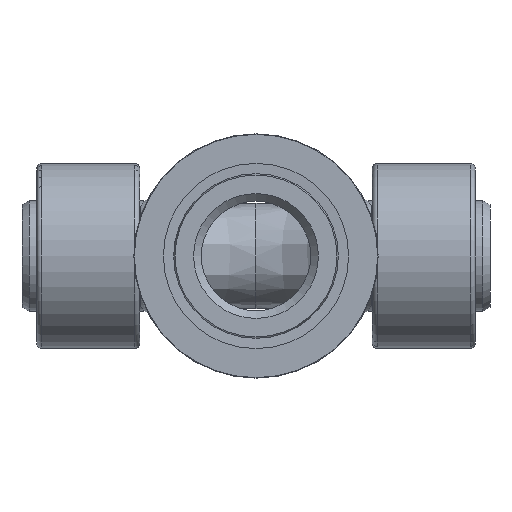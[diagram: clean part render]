
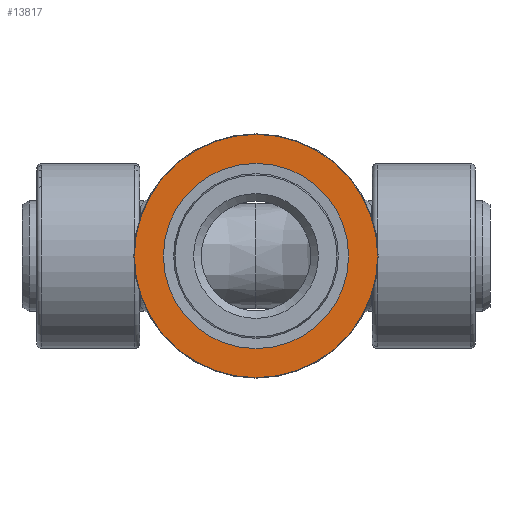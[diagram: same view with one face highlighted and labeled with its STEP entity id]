
A CAD part, front view. The second image highlights one B-rep face of the part: STEP entity #13817.
In plain terms, the highlighted face is planar.
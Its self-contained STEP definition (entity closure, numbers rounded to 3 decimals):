
#2789=PLANE('',#14833);
#3136=FACE_BOUND('',#4463,.T.);
#3596=FACE_OUTER_BOUND('',#4462,.T.);
#4462=EDGE_LOOP('',(#11220));
#4463=EDGE_LOOP('',(#11221));
#5129=CIRCLE('',#14831,47.3);
#5130=CIRCLE('',#14834,36.);
#6270=VERTEX_POINT('',#25709);
#6271=VERTEX_POINT('',#25713);
#8042=EDGE_CURVE('',#6270,#6270,#5129,.T.);
#8043=EDGE_CURVE('',#6271,#6271,#5130,.T.);
#11220=ORIENTED_EDGE('',*,*,#8042,.F.);
#11221=ORIENTED_EDGE('',*,*,#8043,.T.);
#13817=ADVANCED_FACE('',(#3596,#3136),#2789,.F.);
#14831=AXIS2_PLACEMENT_3D('',#25710,#17045,#17046);
#14833=AXIS2_PLACEMENT_3D('',#25712,#17049,#17050);
#14834=AXIS2_PLACEMENT_3D('',#25714,#17051,#17052);
#17045=DIRECTION('center_axis',(0.,0.,1.));
#17046=DIRECTION('ref_axis',(-1.,0.,0.));
#17049=DIRECTION('center_axis',(0.,0.,1.));
#17050=DIRECTION('ref_axis',(1.,0.,0.));
#17051=DIRECTION('center_axis',(0.,0.,1.));
#17052=DIRECTION('ref_axis',(0.,-1.,0.));
#25709=CARTESIAN_POINT('',(47.3,0.,0.));
#25710=CARTESIAN_POINT('Origin',(0.,0.,0.));
#25712=CARTESIAN_POINT('Origin',(0.,0.,0.));
#25713=CARTESIAN_POINT('',(0.,-36.,0.));
#25714=CARTESIAN_POINT('Origin',(0.,0.,0.));
